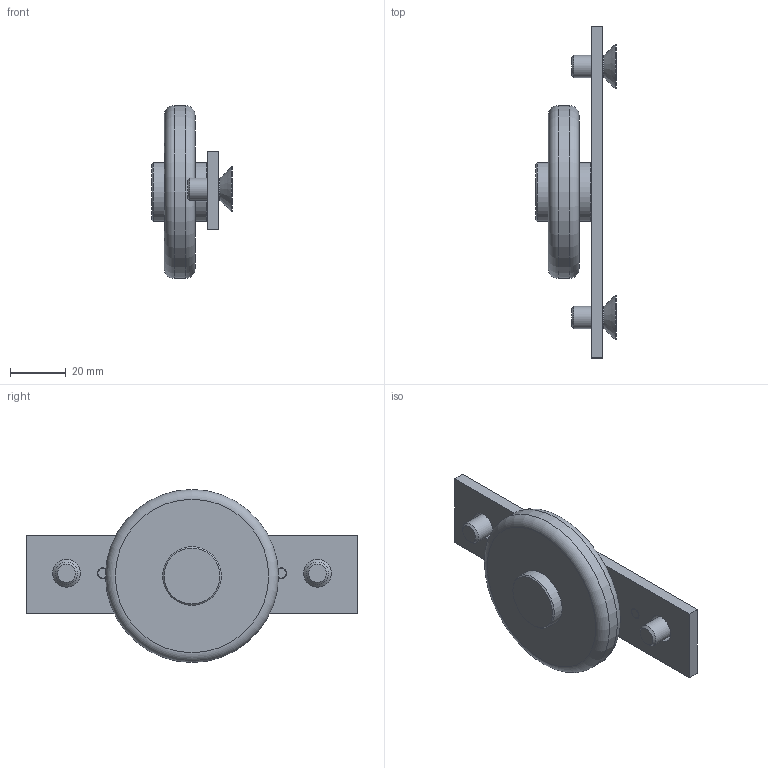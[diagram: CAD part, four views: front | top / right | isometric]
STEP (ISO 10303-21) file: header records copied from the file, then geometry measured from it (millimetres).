
FILE_DESCRIPTION(/* description */ ('KriTec C-Schiene, Lagersatz 8 K'),/* implementation_level */ '2;1');
FILE_NAME(/* name */ '14527_KriTec_C-Schiene_Lagersatz_8_K.stp',/* time_stamp */ '2020-01-24T14:16:42+01:00',/* author */ ('jendrek'),/* organization */ (''),/* preprocessor_version */ 'ST-DEVELOPER v17',/* originating_system */ 'Autodesk Inventor 2018',/* authorisation */ '');
FILE_SCHEMA (('AUTOMOTIVE_DESIGN { 1 0 10303 214 3 1 1 }'));
Length unit declared in the file: millimetre
Products named in the file (1): 14527
Bounding box: 28.8 x 119 x 62 mm (x, y, z)
Volume: 49759 mm3; surface area: 17765.9 mm2
Topology: 5 solids, 5 shells, 98 faces, 217 edges, 139 vertices
Faces by surface type: plane 66, cylinder 16, cone 14, torus 2
Full cylindrical faces by diameter (mm): 3.5 x2, 3.9 x2, 6.5 x2, 8 x2, 10 x2, 16 x3, 21 x2, 62 x1
Entity records: 2850 total; most frequent: DIRECTION 464, CARTESIAN_POINT 455, ORIENTED_EDGE 434, EDGE_CURVE 217, LINE 168, VECTOR 168, AXIS2_PLACEMENT_3D 148, VERTEX_POINT 139
